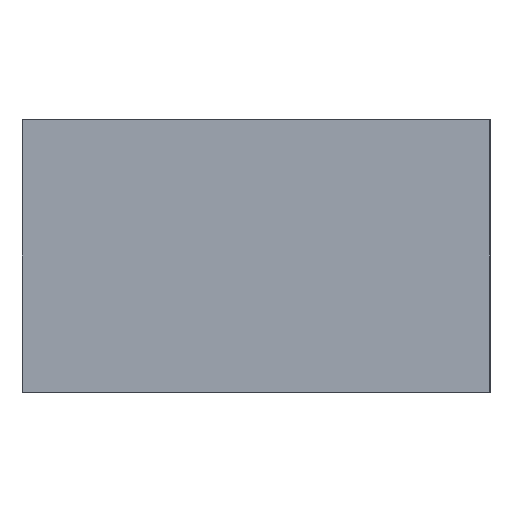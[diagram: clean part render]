
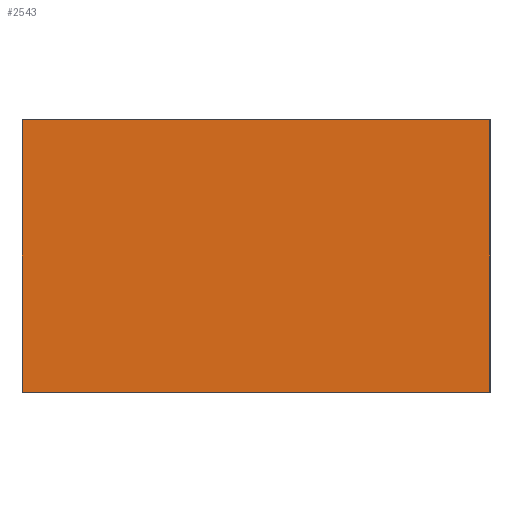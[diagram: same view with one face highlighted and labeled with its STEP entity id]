
A CAD part, left-side view. The second image highlights one B-rep face of the part: STEP entity #2543.
In plain terms, the highlighted planar face has unit normal (-1, 0, 0).
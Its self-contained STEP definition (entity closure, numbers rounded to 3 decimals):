
#52 = CARTESIAN_POINT ( 'NONE',  ( -85.336, 18.852, 21. ) ) ;
#77 = EDGE_CURVE ( 'NONE', #2164, #1493, #1997, .T. ) ;
#78 = DIRECTION ( 'NONE',  ( 0., -1., 0. ) ) ;
#111 = DIRECTION ( 'NONE',  ( 0., 0., -1. ) ) ;
#193 = VERTEX_POINT ( 'NONE', #1541 ) ;
#194 = LINE ( 'NONE', #420, #275 ) ;
#251 = EDGE_CURVE ( 'NONE', #1493, #972, #356, .T. ) ;
#275 = VECTOR ( 'NONE', #78, 1000. ) ;
#294 = EDGE_CURVE ( 'NONE', #2164, #193, #2132, .T. ) ;
#356 = LINE ( 'NONE', #513, #1798 ) ;
#420 = CARTESIAN_POINT ( 'NONE',  ( -85.336, 18.852, 0. ) ) ;
#466 = DIRECTION ( 'NONE',  ( 0., 0., -1. ) ) ;
#513 = CARTESIAN_POINT ( 'NONE',  ( -85.336, -17.198, 21. ) ) ;
#694 = EDGE_CURVE ( 'NONE', #193, #972, #194, .T. ) ;
#714 = CARTESIAN_POINT ( 'NONE',  ( -85.336, 18.852, 21. ) ) ;
#730 = VECTOR ( 'NONE', #2143, 1000. ) ;
#866 = DIRECTION ( 'NONE',  ( 0., 0., -1. ) ) ;
#921 = ORIENTED_EDGE ( 'NONE', *, *, #77, .F. ) ;
#972 = VERTEX_POINT ( 'NONE', #1934 ) ;
#1021 = DIRECTION ( 'NONE',  ( 1., 0., 0. ) ) ;
#1346 = EDGE_LOOP ( 'NONE', ( #2145, #2437, #921, #2301 ) ) ;
#1365 = PLANE ( 'NONE',  #1891 ) ;
#1493 = VERTEX_POINT ( 'NONE', #2365 ) ;
#1541 = CARTESIAN_POINT ( 'NONE',  ( -85.336, 18.852, 0. ) ) ;
#1798 = VECTOR ( 'NONE', #466, 1000. ) ;
#1891 = AXIS2_PLACEMENT_3D ( 'NONE', #714, #1021, #111 ) ;
#1924 = VECTOR ( 'NONE', #866, 1000. ) ;
#1934 = CARTESIAN_POINT ( 'NONE',  ( -85.336, -17.198, 0. ) ) ;
#1997 = LINE ( 'NONE', #2556, #730 ) ;
#2028 = FACE_OUTER_BOUND ( 'NONE', #1346, .T. ) ;
#2132 = LINE ( 'NONE', #2178, #1924 ) ;
#2143 = DIRECTION ( 'NONE',  ( 0., -1., 0. ) ) ;
#2145 = ORIENTED_EDGE ( 'NONE', *, *, #694, .T. ) ;
#2164 = VERTEX_POINT ( 'NONE', #52 ) ;
#2178 = CARTESIAN_POINT ( 'NONE',  ( -85.336, 18.852, 21. ) ) ;
#2301 = ORIENTED_EDGE ( 'NONE', *, *, #294, .T. ) ;
#2365 = CARTESIAN_POINT ( 'NONE',  ( -85.336, -17.198, 21. ) ) ;
#2437 = ORIENTED_EDGE ( 'NONE', *, *, #251, .F. ) ;
#2543 = ADVANCED_FACE ( 'NONE', ( #2028 ), #1365, .F. ) ;
#2556 = CARTESIAN_POINT ( 'NONE',  ( -85.336, 18.852, 21. ) ) ;
